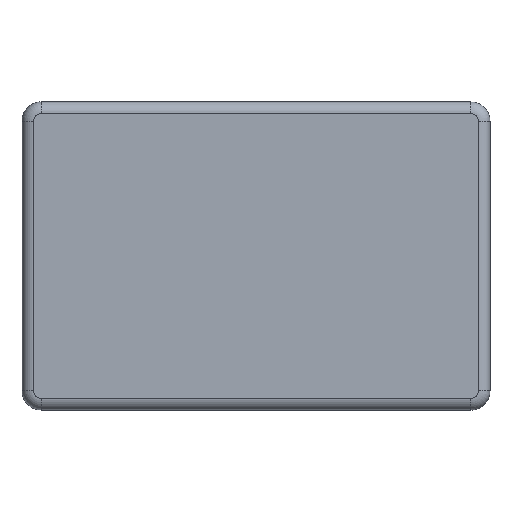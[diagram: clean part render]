
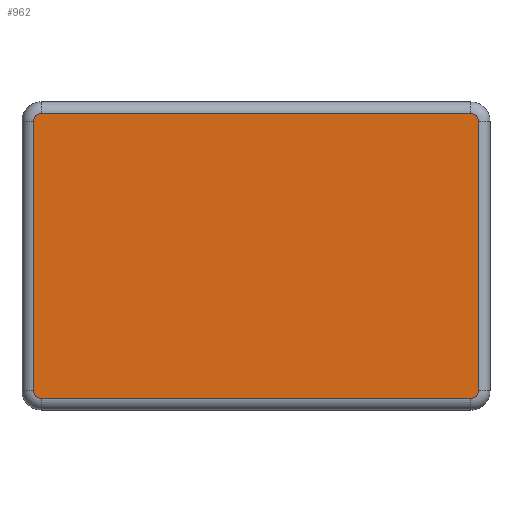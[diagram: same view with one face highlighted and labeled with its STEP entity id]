
A CAD part, top view. The second image highlights one B-rep face of the part: STEP entity #962.
In plain terms, the highlighted planar face has unit normal (0, 0, 1).
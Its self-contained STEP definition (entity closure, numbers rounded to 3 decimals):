
#467 = CARTESIAN_POINT ( 'NONE',  ( 68.5, 0., 2.5 ) ) ;
#491 = AXIS2_PLACEMENT_3D ( 'NONE', #467, #845, #878 ) ;
#528 = CARTESIAN_POINT ( 'NONE',  ( 5.375, 56.8, 2.5 ) ) ;
#673 = CARTESIAN_POINT ( 'NONE',  ( 63.125, 56.8, 2.5 ) ) ;
#709 = VERTEX_POINT ( 'NONE', #3732 ) ;
#742 = CARTESIAN_POINT ( 'NONE',  ( 6.375, 57.8, 2.5 ) ) ;
#845 = DIRECTION ( 'NONE',  ( 0., 0., -1. ) ) ;
#878 = DIRECTION ( 'NONE',  ( -1., 0., 0. ) ) ;
#962 = ADVANCED_FACE ( 'NONE', ( #3740 ), #6828, .F. ) ;
#1165 = CARTESIAN_POINT ( 'NONE',  ( 63.017, 21.278, 2.5 ) ) ;
#1218 = CARTESIAN_POINT ( 'NONE',  ( 68.5, 57.8, 2.5 ) ) ;
#1445 = B_SPLINE_CURVE_WITH_KNOTS ( 'NONE', 3,
 ( #8248, #5764, #4503, #9745, #5262, #742 ),
 .UNSPECIFIED., .F., .F.,
 ( 4, 2, 4 ),
 ( 0., 0.5, 1. ),
 .UNSPECIFIED. ) ;
#1995 = DIRECTION ( 'NONE',  ( 1., 0., 0. ) ) ;
#2203 = ORIENTED_EDGE ( 'NONE', *, *, #6088, .F. ) ;
#2259 = CARTESIAN_POINT ( 'NONE',  ( 6.375, 20.8, 2.5 ) ) ;
#2447 = ORIENTED_EDGE ( 'NONE', *, *, #6169, .F. ) ;
#2676 = ORIENTED_EDGE ( 'NONE', *, *, #6154, .F. ) ;
#2693 = CARTESIAN_POINT ( 'NONE',  ( 63.125, 21.8, 2.5 ) ) ;
#2742 = CARTESIAN_POINT ( 'NONE',  ( 62.647, 57.692, 2.5 ) ) ;
#2757 = VERTEX_POINT ( 'NONE', #7778 ) ;
#2983 = CARTESIAN_POINT ( 'NONE',  ( 5.375, 0., 2.5 ) ) ;
#3092 = VERTEX_POINT ( 'NONE', #8204 ) ;
#3428 = CARTESIAN_POINT ( 'NONE',  ( 62.125, 20.8, 2.5 ) ) ;
#3435 = CARTESIAN_POINT ( 'NONE',  ( 62.387, 20.8, 2.5 ) ) ;
#3475 = VERTEX_POINT ( 'NONE', #5211 ) ;
#3497 = ORIENTED_EDGE ( 'NONE', *, *, #6098, .F. ) ;
#3507 = CARTESIAN_POINT ( 'NONE',  ( 63.125, 57.062, 2.5 ) ) ;
#3732 = CARTESIAN_POINT ( 'NONE',  ( 6.375, 57.8, 2.5 ) ) ;
#3740 = FACE_OUTER_BOUND ( 'NONE', #8667, .T. ) ;
#3776 = CARTESIAN_POINT ( 'NONE',  ( 5.483, 21.278, 2.5 ) ) ;
#3909 = B_SPLINE_CURVE_WITH_KNOTS ( 'NONE', 3,
 ( #2693, #6407, #1165, #7939, #3435, #8712 ),
 .UNSPECIFIED., .F., .F.,
 ( 4, 2, 4 ),
 ( 0., 0.5, 1. ),
 .UNSPECIFIED. ) ;
#4097 = ORIENTED_EDGE ( 'NONE', *, *, #6112, .F. ) ;
#4403 = B_SPLINE_CURVE_WITH_KNOTS ( 'NONE', 3,
 ( #2259, #7509, #8279, #3776, #9033, #4541 ),
 .UNSPECIFIED., .F., .F.,
 ( 4, 2, 4 ),
 ( 0., 0.5, 1. ),
 .UNSPECIFIED. ) ;
#4503 = CARTESIAN_POINT ( 'NONE',  ( 5.483, 57.322, 2.5 ) ) ;
#4541 = CARTESIAN_POINT ( 'NONE',  ( 5.375, 21.8, 2.5 ) ) ;
#4608 = CARTESIAN_POINT ( 'NONE',  ( 68.5, 20.8, 2.5 ) ) ;
#4894 = VERTEX_POINT ( 'NONE', #673 ) ;
#4933 = ORIENTED_EDGE ( 'NONE', *, *, #6053, .F. ) ;
#5211 = CARTESIAN_POINT ( 'NONE',  ( 5.375, 21.8, 2.5 ) ) ;
#5240 = CARTESIAN_POINT ( 'NONE',  ( 63.125, 21.8, 2.5 ) ) ;
#5262 = CARTESIAN_POINT ( 'NONE',  ( 6.113, 57.8, 2.5 ) ) ;
#5328 = DIRECTION ( 'NONE',  ( -1., 0., 0. ) ) ;
#5735 = DIRECTION ( 'NONE',  ( 0., -1., 0. ) ) ;
#5764 = CARTESIAN_POINT ( 'NONE',  ( 5.375, 57.062, 2.5 ) ) ;
#5831 = ORIENTED_EDGE ( 'NONE', *, *, #6139, .F. ) ;
#6053 = EDGE_CURVE ( 'NONE', #9720, #6661, #3909, .T. ) ;
#6088 = EDGE_CURVE ( 'NONE', #4894, #9720, #7442, .T. ) ;
#6098 = EDGE_CURVE ( 'NONE', #2757, #4894, #8246, .T. ) ;
#6112 = EDGE_CURVE ( 'NONE', #709, #2757, #7418, .T. ) ;
#6139 = EDGE_CURVE ( 'NONE', #6755, #709, #1445, .T. ) ;
#6154 = EDGE_CURVE ( 'NONE', #3475, #6755, #7236, .T. ) ;
#6169 = EDGE_CURVE ( 'NONE', #3092, #3475, #4403, .T. ) ;
#6188 = EDGE_CURVE ( 'NONE', #6661, #3092, #7010, .T. ) ;
#6407 = CARTESIAN_POINT ( 'NONE',  ( 63.125, 21.538, 2.5 ) ) ;
#6466 = CARTESIAN_POINT ( 'NONE',  ( 62.125, 57.8, 2.5 ) ) ;
#6661 = VERTEX_POINT ( 'NONE', #3428 ) ;
#6755 = VERTEX_POINT ( 'NONE', #528 ) ;
#6828 = PLANE ( 'NONE',  #491 ) ;
#6995 = VECTOR ( 'NONE', #5328, 1000. ) ;
#7010 = LINE ( 'NONE', #4608, #6995 ) ;
#7231 = CARTESIAN_POINT ( 'NONE',  ( 62.387, 57.8, 2.5 ) ) ;
#7236 = LINE ( 'NONE', #2983, #7273 ) ;
#7273 = VECTOR ( 'NONE', #9514, 1000. ) ;
#7418 = LINE ( 'NONE', #1218, #7454 ) ;
#7427 = VECTOR ( 'NONE', #5735, 1000. ) ;
#7442 = LINE ( 'NONE', #9450, #7427 ) ;
#7454 = VECTOR ( 'NONE', #1995, 1000. ) ;
#7509 = CARTESIAN_POINT ( 'NONE',  ( 6.113, 20.8, 2.5 ) ) ;
#7778 = CARTESIAN_POINT ( 'NONE',  ( 62.125, 57.8, 2.5 ) ) ;
#7939 = CARTESIAN_POINT ( 'NONE',  ( 62.647, 20.908, 2.5 ) ) ;
#7954 = ORIENTED_EDGE ( 'NONE', *, *, #6188, .F. ) ;
#8003 = CARTESIAN_POINT ( 'NONE',  ( 63.017, 57.322, 2.5 ) ) ;
#8204 = CARTESIAN_POINT ( 'NONE',  ( 6.375, 20.8, 2.5 ) ) ;
#8246 = B_SPLINE_CURVE_WITH_KNOTS ( 'NONE', 3,
 ( #6466, #7231, #2742, #8003, #3507, #8777 ),
 .UNSPECIFIED., .F., .F.,
 ( 4, 2, 4 ),
 ( 0., 0.5, 1. ),
 .UNSPECIFIED. ) ;
#8248 = CARTESIAN_POINT ( 'NONE',  ( 5.375, 56.8, 2.5 ) ) ;
#8279 = CARTESIAN_POINT ( 'NONE',  ( 5.853, 20.908, 2.5 ) ) ;
#8667 = EDGE_LOOP ( 'NONE', ( #4933, #2203, #3497, #4097, #5831, #2676, #2447, #7954 ) ) ;
#8712 = CARTESIAN_POINT ( 'NONE',  ( 62.125, 20.8, 2.5 ) ) ;
#8777 = CARTESIAN_POINT ( 'NONE',  ( 63.125, 56.8, 2.5 ) ) ;
#9033 = CARTESIAN_POINT ( 'NONE',  ( 5.375, 21.538, 2.5 ) ) ;
#9450 = CARTESIAN_POINT ( 'NONE',  ( 63.125, 0., 2.5 ) ) ;
#9514 = DIRECTION ( 'NONE',  ( 0., 1., 0. ) ) ;
#9720 = VERTEX_POINT ( 'NONE', #5240 ) ;
#9745 = CARTESIAN_POINT ( 'NONE',  ( 5.853, 57.692, 2.5 ) ) ;
